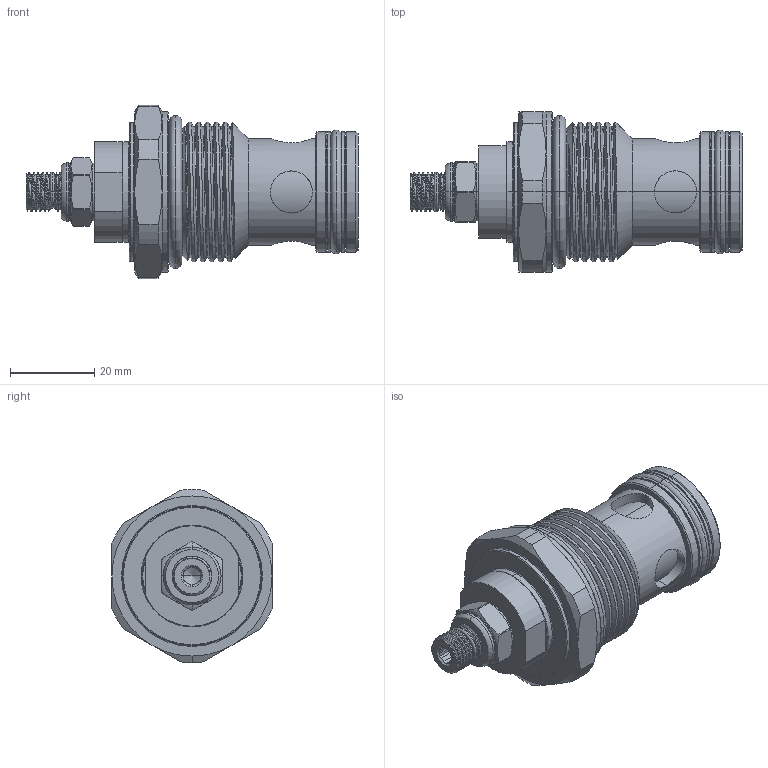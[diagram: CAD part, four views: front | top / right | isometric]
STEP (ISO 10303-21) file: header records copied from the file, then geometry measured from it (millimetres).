
FILE_DESCRIPTION (( 'STEP AP203' ), '1' );
FILE_NAME ('NC16W20-L.STEP', '2020-12-22T02:12:16', ( '' ), ( '' ), 'SwSTEP 2.0', 'SolidWorks 2018', '' );
FILE_SCHEMA (( 'CONFIG_CONTROL_DESIGN' ));
Length unit declared in the file: millimetre
Products named in the file (1): NC16W20-L
Bounding box: 78.8 x 38 x 41.1 mm (x, y, z)
Volume: 44477.1 mm3; surface area: 13127.1 mm2
Topology: 5 solids, 5 shells, 233 faces, 552 edges, 337 vertices
Faces by surface type: cylinder 92, plane 54, torus 42, cone 36, bspline 9
Entity records: 16436 total; most frequent: CARTESIAN_POINT 11189, ORIENTED_EDGE 1100, DIRECTION 1093, EDGE_CURVE 550, AXIS2_PLACEMENT_3D 464, VERTEX_POINT 337, EDGE_LOOP 249, CIRCLE 239
